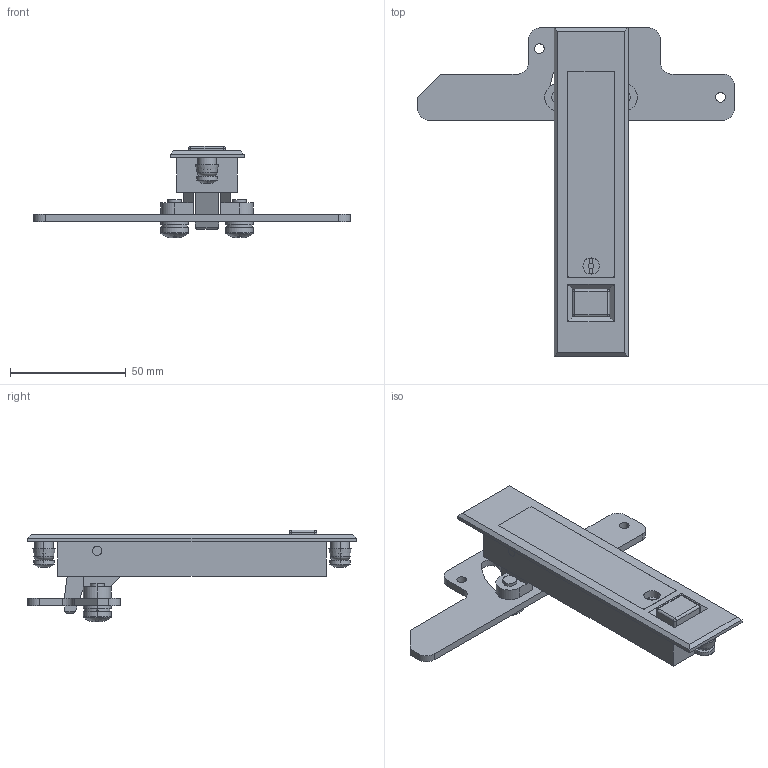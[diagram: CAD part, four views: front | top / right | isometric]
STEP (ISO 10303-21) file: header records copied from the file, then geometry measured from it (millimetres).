
FILE_DESCRIPTION (( 'STEP AP203' ), '1' );
FILE_NAME ('A-180-1.STEP', '2017-07-31T05:27:04', ( '' ), ( '' ), 'SwSTEP 2.0', 'SolidWorks 2014', '' );
FILE_SCHEMA (( 'CONFIG_CONTROL_DESIGN' ));
Length unit declared in the file: millimetre
Products named in the file (12): A-180-1シャフト_; A-180-1止め金_; A-180-1特殊座金_; A-180-1本体_; 廫帤寠晅側傋偹偠M6_M6 x 12; A-180-1押しボタン_; A-180-1カラー_; 十字穴付なべねじM5(SW付)_M5×6; A-180-1ハンドル_; A-180-1蓋_; スプリングワッシャーM6_JIS B 1251 No.2 6; A-180-1
Assembly tree (16 placements, depth 2):
  A-180-1
    A-180-1本体_
    A-180-1ハンドル_
    A-180-1シャフト_
    A-180-1押しボタン_
    A-180-1蓋_
    A-180-1止め金_
    A-180-1カラー_  x2
    スプリングワッシャーM6_JIS B 1251 No.2 6  x2
    廫帤寠晅側傋偹偠M6_M6 x 12  x2
    A-180-1特殊座金_  x2
    十字穴付なべねじM5(SW付)_M5×6  x2
Bounding box: 137 x 142 x 39.68 mm (x, y, z)
Volume: 55320 mm3; surface area: 40761 mm2
Topology: 16 solids, 16 shells, 417 faces, 1051 edges, 663 vertices
Faces by surface type: plane 225, cylinder 131, cone 20, sphere 16, torus 16, bspline 9
Entity records: 12033 total; most frequent: CARTESIAN_POINT 2339, DIRECTION 1783, ORIENTED_EDGE 1702, EDGE_CURVE 851, AXIS2_PLACEMENT_3D 629, VERTEX_POINT 544, VECTOR 525, LINE 525
